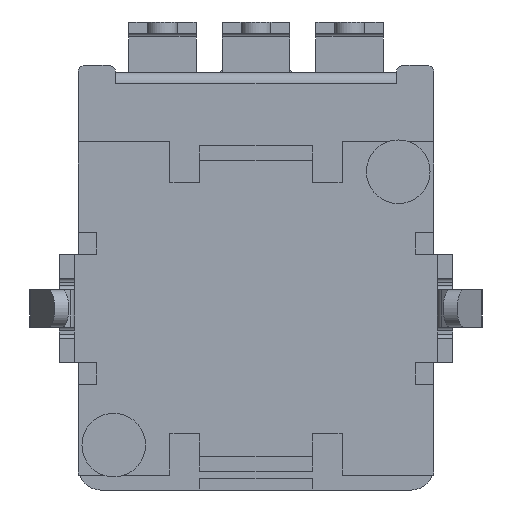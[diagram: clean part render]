
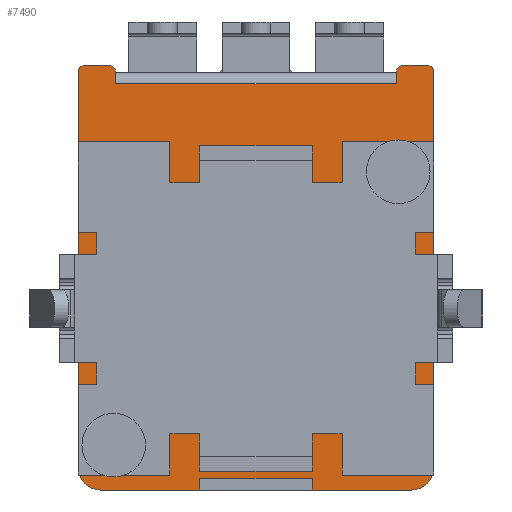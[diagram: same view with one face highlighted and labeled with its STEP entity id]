
A CAD part, front view. The second image highlights one B-rep face of the part: STEP entity #7490.
In plain terms, the highlighted planar face has unit normal (0, -1, 0).
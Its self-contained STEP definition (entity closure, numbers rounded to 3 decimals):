
#7057=DIRECTION('',(0.,0.,1.));
#7058=VECTOR('',#7057,0.3);
#7059=CARTESIAN_POINT('',(-1.5,-0.6,-4.85));
#7060=LINE('',#7059,#7058);
#7061=DIRECTION('',(-1.,0.,0.));
#7062=VECTOR('',#7061,2.65);
#7063=CARTESIAN_POINT('',(-1.5,-0.6,-4.85));
#7064=LINE('',#7063,#7062);
#7065=CARTESIAN_POINT('',(-4.15,-0.6,-4.25));
#7066=DIRECTION('',(0.,-1.,0.));
#7067=DIRECTION('',(-1.,0.,0.));
#7068=AXIS2_PLACEMENT_3D('',#7065,#7066,#7067);
#7070=DIRECTION('',(0.,0.,1.));
#7071=VECTOR('',#7070,10.55);
#7072=CARTESIAN_POINT('',(-4.75,-0.6,-4.25));
#7073=LINE('',#7072,#7071);
#7074=CARTESIAN_POINT('',(-4.55,-0.6,6.3));
#7075=DIRECTION('',(0.,-1.,0.));
#7076=DIRECTION('',(0.,0.,1.));
#7077=AXIS2_PLACEMENT_3D('',#7074,#7075,#7076);
#7079=DIRECTION('',(1.,0.,0.));
#7080=VECTOR('',#7079,0.6);
#7081=CARTESIAN_POINT('',(-4.55,-0.6,6.5));
#7082=LINE('',#7081,#7080);
#7083=CARTESIAN_POINT('',(-3.95,-0.6,6.3));
#7084=DIRECTION('',(0.,-1.,0.));
#7085=DIRECTION('',(1.,0.,0.));
#7086=AXIS2_PLACEMENT_3D('',#7083,#7084,#7085);
#7088=DIRECTION('',(-1.,0.,0.));
#7089=VECTOR('',#7088,7.5);
#7090=CARTESIAN_POINT('',(3.75,-0.6,6.));
#7091=LINE('',#7090,#7089);
#7092=CARTESIAN_POINT('',(3.95,-0.6,6.3));
#7093=DIRECTION('',(0.,-1.,0.));
#7094=DIRECTION('',(0.,0.,1.));
#7095=AXIS2_PLACEMENT_3D('',#7092,#7093,#7094);
#7097=DIRECTION('',(1.,0.,0.));
#7098=VECTOR('',#7097,0.6);
#7099=CARTESIAN_POINT('',(3.95,-0.6,6.5));
#7100=LINE('',#7099,#7098);
#7101=CARTESIAN_POINT('',(4.55,-0.6,6.3));
#7102=DIRECTION('',(0.,-1.,0.));
#7103=DIRECTION('',(1.,0.,0.));
#7104=AXIS2_PLACEMENT_3D('',#7101,#7102,#7103);
#7106=DIRECTION('',(0.,0.,-1.));
#7107=VECTOR('',#7106,10.55);
#7108=CARTESIAN_POINT('',(4.75,-0.6,6.3));
#7109=LINE('',#7108,#7107);
#7110=CARTESIAN_POINT('',(4.15,-0.6,-4.25));
#7111=DIRECTION('',(0.,-1.,0.));
#7112=DIRECTION('',(0.,0.,-1.));
#7113=AXIS2_PLACEMENT_3D('',#7110,#7111,#7112);
#7115=DIRECTION('',(-1.,0.,0.));
#7116=VECTOR('',#7115,2.65);
#7117=CARTESIAN_POINT('',(4.15,-0.6,-4.85));
#7118=LINE('',#7117,#7116);
#7119=DIRECTION('',(0.,0.,1.));
#7120=VECTOR('',#7119,0.3);
#7121=CARTESIAN_POINT('',(1.5,-0.6,-4.85));
#7122=LINE('',#7121,#7120);
#7123=DIRECTION('',(1.,0.,0.));
#7124=VECTOR('',#7123,3.);
#7125=CARTESIAN_POINT('',(-1.5,-0.6,-4.55));
#7126=LINE('',#7125,#7124);
#7127=CARTESIAN_POINT('',(3.8,-0.6,3.65));
#7128=DIRECTION('',(0.,-1.,0.));
#7129=DIRECTION('',(0.,0.,-1.));
#7130=AXIS2_PLACEMENT_3D('',#7127,#7128,#7129);
#7132=CARTESIAN_POINT('',(3.8,-0.6,3.65));
#7133=DIRECTION('',(0.,-1.,0.));
#7134=DIRECTION('',(0.,0.,1.));
#7135=AXIS2_PLACEMENT_3D('',#7132,#7133,#7134);
#7137=CARTESIAN_POINT('',(-3.8,-0.6,-3.65));
#7138=DIRECTION('',(0.,-1.,0.));
#7139=DIRECTION('',(0.,0.,-1.));
#7140=AXIS2_PLACEMENT_3D('',#7137,#7138,#7139);
#7142=CARTESIAN_POINT('',(-3.8,-0.6,-3.65));
#7143=DIRECTION('',(0.,-1.,0.));
#7144=DIRECTION('',(0.,0.,1.));
#7145=AXIS2_PLACEMENT_3D('',#7142,#7143,#7144);
#7179=DIRECTION('',(0.,0.,-1.));
#7180=VECTOR('',#7179,0.3);
#7181=CARTESIAN_POINT('',(3.75,-0.6,6.3));
#7182=LINE('',#7181,#7180);
#7197=DIRECTION('',(0.,0.,1.));
#7198=VECTOR('',#7197,0.3);
#7199=CARTESIAN_POINT('',(-3.75,-0.6,6.));
#7200=LINE('',#7199,#7198);
#7241=CARTESIAN_POINT('',(3.75,-0.6,6.));
#7242=CARTESIAN_POINT('',(-3.75,-0.6,6.));
#7243=VERTEX_POINT('',#7241);
#7244=VERTEX_POINT('',#7242);
#7245=CARTESIAN_POINT('',(-4.55,-0.6,6.5));
#7246=CARTESIAN_POINT('',(-4.75,-0.6,6.3));
#7247=VERTEX_POINT('',#7245);
#7248=VERTEX_POINT('',#7246);
#7253=CARTESIAN_POINT('',(-3.75,-0.6,6.3));
#7254=CARTESIAN_POINT('',(-3.95,-0.6,6.5));
#7255=VERTEX_POINT('',#7253);
#7256=VERTEX_POINT('',#7254);
#7263=CARTESIAN_POINT('',(3.95,-0.6,6.5));
#7264=CARTESIAN_POINT('',(3.75,-0.6,6.3));
#7265=VERTEX_POINT('',#7263);
#7266=VERTEX_POINT('',#7264);
#7273=CARTESIAN_POINT('',(4.75,-0.6,6.3));
#7274=CARTESIAN_POINT('',(4.55,-0.6,6.5));
#7275=VERTEX_POINT('',#7273);
#7276=VERTEX_POINT('',#7274);
#7281=CARTESIAN_POINT('',(4.15,-0.6,-4.85));
#7282=CARTESIAN_POINT('',(4.75,-0.6,-4.25));
#7283=VERTEX_POINT('',#7281);
#7284=VERTEX_POINT('',#7282);
#7289=CARTESIAN_POINT('',(-4.75,-0.6,-4.25));
#7290=CARTESIAN_POINT('',(-4.15,-0.6,-4.85));
#7291=VERTEX_POINT('',#7289);
#7292=VERTEX_POINT('',#7290);
#7305=CARTESIAN_POINT('',(-1.5,-0.6,-4.85));
#7306=CARTESIAN_POINT('',(-1.5,-0.6,-4.55));
#7307=VERTEX_POINT('',#7305);
#7308=VERTEX_POINT('',#7306);
#7309=CARTESIAN_POINT('',(1.5,-0.6,-4.55));
#7310=VERTEX_POINT('',#7309);
#7311=CARTESIAN_POINT('',(1.5,-0.6,-4.85));
#7312=VERTEX_POINT('',#7311);
#7321=CARTESIAN_POINT('',(3.8,-0.6,3.05));
#7322=CARTESIAN_POINT('',(3.8,-0.6,4.25));
#7323=VERTEX_POINT('',#7321);
#7324=VERTEX_POINT('',#7322);
#7325=CARTESIAN_POINT('',(-3.8,-0.6,-4.25));
#7326=CARTESIAN_POINT('',(-3.8,-0.6,-3.05));
#7327=VERTEX_POINT('',#7325);
#7328=VERTEX_POINT('',#7326);
#7439=CARTESIAN_POINT('',(0.,-0.6,0.));
#7440=DIRECTION('',(0.,1.,0.));
#7441=DIRECTION('',(1.,0.,0.));
#7442=AXIS2_PLACEMENT_3D('',#7439,#7440,#7441);
#7443=PLANE('',#7442);
#7444=ORIENTED_EDGE('',*,*,#7389,.F.);
#7445=ORIENTED_EDGE('',*,*,#7405,.T.);
#7446=ORIENTED_EDGE('',*,*,#7430,.F.);
#7448=ORIENTED_EDGE('',*,*,#7447,.T.);
#7450=ORIENTED_EDGE('',*,*,#7449,.F.);
#7452=ORIENTED_EDGE('',*,*,#7451,.T.);
#7454=ORIENTED_EDGE('',*,*,#7453,.F.);
#7456=ORIENTED_EDGE('',*,*,#7455,.F.);
#7458=ORIENTED_EDGE('',*,*,#7457,.F.);
#7460=ORIENTED_EDGE('',*,*,#7459,.F.);
#7462=ORIENTED_EDGE('',*,*,#7461,.F.);
#7464=ORIENTED_EDGE('',*,*,#7463,.T.);
#7466=ORIENTED_EDGE('',*,*,#7465,.F.);
#7468=ORIENTED_EDGE('',*,*,#7467,.T.);
#7470=ORIENTED_EDGE('',*,*,#7469,.F.);
#7471=ORIENTED_EDGE('',*,*,#7417,.T.);
#7473=ORIENTED_EDGE('',*,*,#7472,.T.);
#7475=ORIENTED_EDGE('',*,*,#7474,.F.);
#7476=EDGE_LOOP('',(#7444,#7445,#7446,#7448,#7450,#7452,#7454,#7456,#7458,#7460,
#7462,#7464,#7466,#7468,#7470,#7471,#7473,#7475));
#7477=FACE_OUTER_BOUND('',#7476,.F.);
#7479=ORIENTED_EDGE('',*,*,#7478,.T.);
#7481=ORIENTED_EDGE('',*,*,#7480,.T.);
#7482=EDGE_LOOP('',(#7479,#7481));
#7483=FACE_BOUND('',#7482,.F.);
#7485=ORIENTED_EDGE('',*,*,#7484,.T.);
#7487=ORIENTED_EDGE('',*,*,#7486,.T.);
#7488=EDGE_LOOP('',(#7485,#7487));
#7489=FACE_BOUND('',#7488,.F.);
#7490=ADVANCED_FACE('',(#7477,#7483,#7489),#7443,.F.);
#7069=CIRCLE('',#7068,0.6);
#7078=CIRCLE('',#7077,0.2);
#7087=CIRCLE('',#7086,0.2);
#7096=CIRCLE('',#7095,0.2);
#7105=CIRCLE('',#7104,0.2);
#7114=CIRCLE('',#7113,0.6);
#7131=CIRCLE('',#7130,0.6);
#7136=CIRCLE('',#7135,0.6);
#7141=CIRCLE('',#7140,0.6);
#7146=CIRCLE('',#7145,0.6);
#7389=EDGE_CURVE('',#7307,#7308,#7060,.T.);
#7405=EDGE_CURVE('',#7307,#7292,#7064,.T.);
#7417=EDGE_CURVE('',#7283,#7312,#7118,.T.);
#7430=EDGE_CURVE('',#7291,#7292,#7069,.T.);
#7447=EDGE_CURVE('',#7291,#7248,#7073,.T.);
#7449=EDGE_CURVE('',#7247,#7248,#7078,.T.);
#7451=EDGE_CURVE('',#7247,#7256,#7082,.T.);
#7453=EDGE_CURVE('',#7255,#7256,#7087,.T.);
#7455=EDGE_CURVE('',#7244,#7255,#7200,.T.);
#7457=EDGE_CURVE('',#7243,#7244,#7091,.T.);
#7459=EDGE_CURVE('',#7266,#7243,#7182,.T.);
#7461=EDGE_CURVE('',#7265,#7266,#7096,.T.);
#7463=EDGE_CURVE('',#7265,#7276,#7100,.T.);
#7465=EDGE_CURVE('',#7275,#7276,#7105,.T.);
#7467=EDGE_CURVE('',#7275,#7284,#7109,.T.);
#7469=EDGE_CURVE('',#7283,#7284,#7114,.T.);
#7472=EDGE_CURVE('',#7312,#7310,#7122,.T.);
#7474=EDGE_CURVE('',#7308,#7310,#7126,.T.);
#7478=EDGE_CURVE('',#7323,#7324,#7131,.T.);
#7480=EDGE_CURVE('',#7324,#7323,#7136,.T.);
#7484=EDGE_CURVE('',#7327,#7328,#7141,.T.);
#7486=EDGE_CURVE('',#7328,#7327,#7146,.T.);
